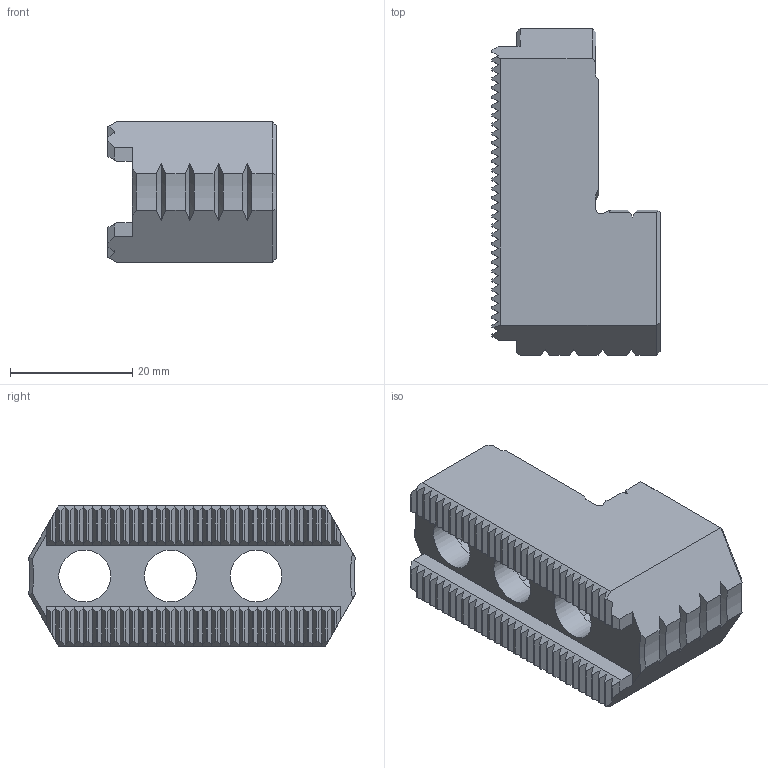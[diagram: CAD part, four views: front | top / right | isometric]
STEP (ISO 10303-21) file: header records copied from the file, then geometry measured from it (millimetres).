
FILE_DESCRIPTION (( 'STEP AP214' ), '1' );
FILE_NAME ('HB04N1-61P326967-5.STEP', '2025-09-01T06:32:03', ( '' ), ( '' ), 'SwSTEP 2.0', 'SolidWorks 2022', '' );
FILE_SCHEMA (( 'AUTOMOTIVE_DESIGN' ));
Length unit declared in the file: millimetre
Products named in the file (1): HB04N1-61P326967-5
Bounding box: 27.5 x 53.41 x 23 mm (x, y, z)
Volume: 15796 mm3; surface area: 7295 mm2
Topology: 1 solids, 1 shells, 285 faces, 841 edges, 558 vertices
Faces by surface type: plane 234, cone 29, cylinder 20, torus 2
Full cylindrical faces by diameter (mm): 8.5 x3, 13.5 x3
Entity records: 9448 total; most frequent: CARTESIAN_POINT 1919, ORIENTED_EDGE 1664, DIRECTION 1402, EDGE_CURVE 832, VECTOR 686, LINE 686, VERTEX_POINT 555, AXIS2_PLACEMENT_3D 358
